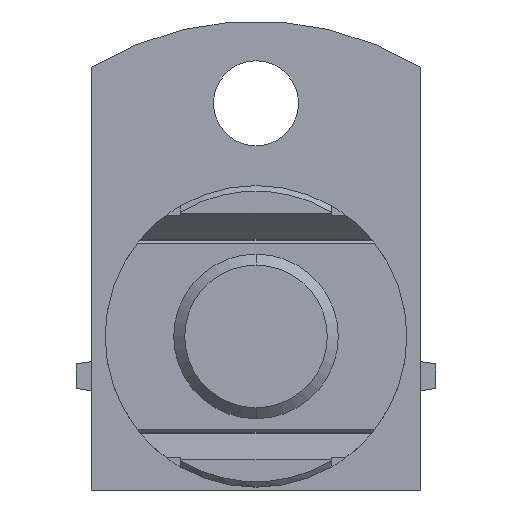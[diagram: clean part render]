
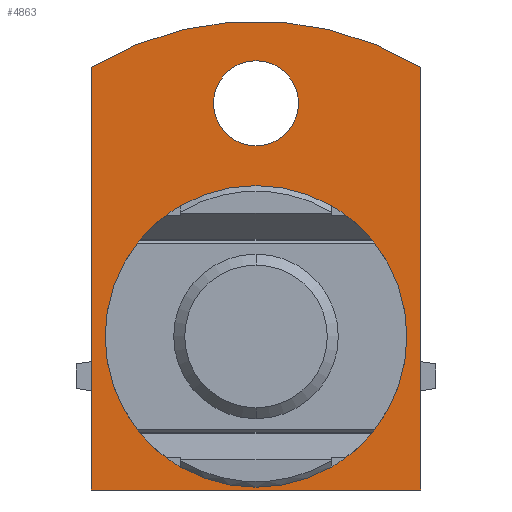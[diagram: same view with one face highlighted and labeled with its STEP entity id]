
A CAD part, front view. The second image highlights one B-rep face of the part: STEP entity #4863.
In plain terms, the highlighted planar face has unit normal (0, -1, 0).
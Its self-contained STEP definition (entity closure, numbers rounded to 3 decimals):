
#33 = VECTOR ( 'NONE', #10088, 1000. ) ;
#147 = VECTOR ( 'NONE', #6670, 1000. ) ;
#157 = CARTESIAN_POINT ( 'NONE',  ( 6., -5., -5.6 ) ) ;
#702 = DIRECTION ( 'NONE',  ( 1., 0., 0. ) ) ;
#1221 = DIRECTION ( 'NONE',  ( 0., 1., 0. ) ) ;
#1238 = VERTEX_POINT ( 'NONE', #9860 ) ;
#1269 = EDGE_CURVE ( 'Defeature ausgef�hrt1_6+Defeature ausgef�hrt1_16+Defeature ausgef�hrt1_1+Defeature ausgef�hrt1_28', #10482, #3239, #7146, .T. ) ;
#1471 = CIRCLE ( 'NONE', #12061, 5.5 ) ;
#1661 = EDGE_CURVE ( 'Defeature ausgef�hrt1_6+Defeature ausgef�hrt1_7+Defeature ausgef�hrt1_7+Defeature ausgef�hrt1_7', #13369, #7027, #1471, .T. ) ;
#1841 = ORIENTED_EDGE ( 'NONE', *, *, #4726, .F. ) ;
#1909 = FACE_BOUND ( 'NONE', #11629, .T. ) ;
#2036 = EDGE_CURVE ( 'Defeature ausgef�hrt1_6+Defeature ausgef�hrt1_255+Defeature ausgef�hrt1_255+Defeature ausgef�hrt1_255', #12166, #1238, #7473, .T. ) ;
#2191 = CARTESIAN_POINT ( 'NONE',  ( 0., -5., 8.5 ) ) ;
#2375 = CARTESIAN_POINT ( 'NONE',  ( 6., -5., 11.5 ) ) ;
#2579 = ORIENTED_EDGE ( 'NONE', *, *, #6083, .T. ) ;
#2583 = FACE_OUTER_BOUND ( 'NONE', #13766, .T. ) ;
#2885 = EDGE_CURVE ( 'Defeature ausgef�hrt1_6+Defeature ausgef�hrt1_28+Defeature ausgef�hrt1_16+Defeature ausgef�hrt1_17', #3239, #9065, #13041, .T. ) ;
#2911 = AXIS2_PLACEMENT_3D ( 'NONE', #2191, #3454, #3323 ) ;
#2918 = LINE ( 'NONE', #2375, #33 ) ;
#3239 = VERTEX_POINT ( 'NONE', #12546 ) ;
#3323 = DIRECTION ( 'NONE',  ( -1., 0., 0. ) ) ;
#3409 = DIRECTION ( 'NONE',  ( -1., 0., 0. ) ) ;
#3454 = DIRECTION ( 'NONE',  ( 0., 1., 0. ) ) ;
#4100 = CARTESIAN_POINT ( 'NONE',  ( 5.5, -5., 0. ) ) ;
#4190 = VECTOR ( 'NONE', #702, 1000. ) ;
#4323 = DIRECTION ( 'NONE',  ( -1., 0., 0. ) ) ;
#4346 = EDGE_LOOP ( 'NONE', ( #4395, #2579 ) ) ;
#4395 = ORIENTED_EDGE ( 'NONE', *, *, #1661, .T. ) ;
#4726 = EDGE_CURVE ( 'Defeature ausgef�hrt1_1+Defeature ausgef�hrt1_6+Defeature ausgef�hrt1_16+Defeature ausgef�hrt1_17', #10482, #5663, #11113, .T. ) ;
#4863 = ADVANCED_FACE ( 'Defeature ausgef�hrt1_6', ( #1909, #2583, #5152 ), #13943, .F. ) ;
#4884 = CARTESIAN_POINT ( 'NONE',  ( 1.55, -5., 8.5 ) ) ;
#4892 = ORIENTED_EDGE ( 'NONE', *, *, #2885, .T. ) ;
#5152 = FACE_BOUND ( 'NONE', #4346, .T. ) ;
#5182 = CARTESIAN_POINT ( 'NONE',  ( 0., -5., 11.5 ) ) ;
#5365 = CIRCLE ( 'NONE', #2911, 1.55 ) ;
#5516 = AXIS2_PLACEMENT_3D ( 'NONE', #5568, #10827, #4323 ) ;
#5568 = CARTESIAN_POINT ( 'NONE',  ( 0., -5., 8.5 ) ) ;
#5663 = VERTEX_POINT ( 'NONE', #7644 ) ;
#6083 = EDGE_CURVE ( 'Defeature ausgef�hrt1_6+Defeature ausgef�hrt1_7+Defeature ausgef�hrt1_7+Defeature ausgef�hrt1_7', #7027, #13369, #9040, .T. ) ;
#6198 = ORIENTED_EDGE ( 'NONE', *, *, #11495, .T. ) ;
#6629 = CARTESIAN_POINT ( 'NONE',  ( -6., -5., 11.5 ) ) ;
#6670 = DIRECTION ( 'NONE',  ( 0., 0., -1. ) ) ;
#6811 = CARTESIAN_POINT ( 'NONE',  ( -6., -5., 9.811 ) ) ;
#7027 = VERTEX_POINT ( 'NONE', #4100 ) ;
#7146 = LINE ( 'NONE', #6629, #147 ) ;
#7473 = CIRCLE ( 'NONE', #5516, 1.55 ) ;
#7627 = DIRECTION ( 'NONE',  ( 0., 1., 0. ) ) ;
#7644 = CARTESIAN_POINT ( 'NONE',  ( 6., -5., 9.811 ) ) ;
#7700 = ORIENTED_EDGE ( 'NONE', *, *, #9969, .T. ) ;
#8553 = ORIENTED_EDGE ( 'NONE', *, *, #2036, .T. ) ;
#9040 = CIRCLE ( 'NONE', #12876, 5.5 ) ;
#9065 = VERTEX_POINT ( 'NONE', #157 ) ;
#9142 = DIRECTION ( 'NONE',  ( -1., 0., 0. ) ) ;
#9478 = CARTESIAN_POINT ( 'NONE',  ( 0., -5., -5.6 ) ) ;
#9860 = CARTESIAN_POINT ( 'NONE',  ( -1.55, -5., 8.5 ) ) ;
#9914 = ORIENTED_EDGE ( 'NONE', *, *, #1269, .T. ) ;
#9969 = EDGE_CURVE ( 'Defeature ausgef�hrt1_6+Defeature ausgef�hrt1_255+Defeature ausgef�hrt1_255+Defeature ausgef�hrt1_255', #1238, #12166, #5365, .T. ) ;
#10088 = DIRECTION ( 'NONE',  ( 0., 0., 1. ) ) ;
#10091 = AXIS2_PLACEMENT_3D ( 'NONE', #13177, #1221, #3409 ) ;
#10197 = AXIS2_PLACEMENT_3D ( 'NONE', #5182, #11791, #11705 ) ;
#10324 = DIRECTION ( 'NONE',  ( 0., 1., 0. ) ) ;
#10468 = CARTESIAN_POINT ( 'NONE',  ( -5.5, -5., 0. ) ) ;
#10482 = VERTEX_POINT ( 'NONE', #6811 ) ;
#10789 = CARTESIAN_POINT ( 'NONE',  ( 0., -5., 0. ) ) ;
#10827 = DIRECTION ( 'NONE',  ( 0., 1., 0. ) ) ;
#10882 = DIRECTION ( 'NONE',  ( -1., 0., 0. ) ) ;
#11113 = CIRCLE ( 'NONE', #10091, 11.5 ) ;
#11495 = EDGE_CURVE ( 'Defeature ausgef�hrt1_6+Defeature ausgef�hrt1_17+Defeature ausgef�hrt1_28+Defeature ausgef�hrt1_1', #9065, #5663, #2918, .T. ) ;
#11629 = EDGE_LOOP ( 'NONE', ( #7700, #8553 ) ) ;
#11705 = DIRECTION ( 'NONE',  ( -1., 0., 0. ) ) ;
#11791 = DIRECTION ( 'NONE',  ( 0., 1., 0. ) ) ;
#12061 = AXIS2_PLACEMENT_3D ( 'NONE', #12409, #10324, #9142 ) ;
#12166 = VERTEX_POINT ( 'NONE', #4884 ) ;
#12409 = CARTESIAN_POINT ( 'NONE',  ( 0., -5., 0. ) ) ;
#12546 = CARTESIAN_POINT ( 'NONE',  ( -6., -5., -5.6 ) ) ;
#12876 = AXIS2_PLACEMENT_3D ( 'NONE', #10789, #7627, #10882 ) ;
#13041 = LINE ( 'NONE', #9478, #4190 ) ;
#13177 = CARTESIAN_POINT ( 'NONE',  ( 0., -5., 0. ) ) ;
#13369 = VERTEX_POINT ( 'NONE', #10468 ) ;
#13766 = EDGE_LOOP ( 'NONE', ( #9914, #4892, #6198, #1841 ) ) ;
#13943 = PLANE ( 'NONE',  #10197 ) ;
